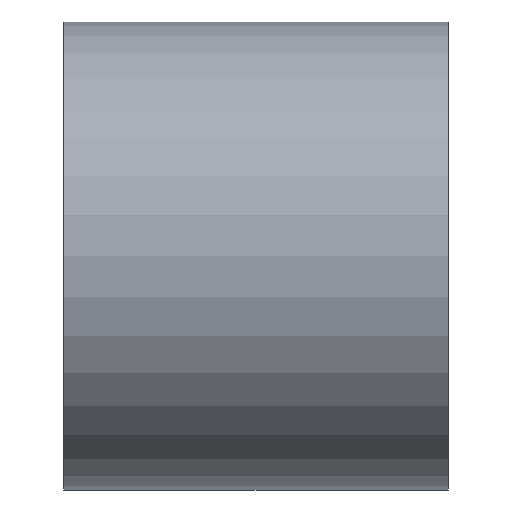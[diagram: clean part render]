
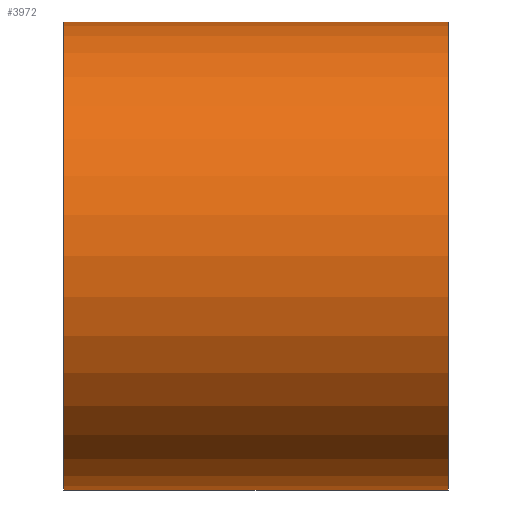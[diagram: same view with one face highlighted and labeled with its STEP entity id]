
A CAD part, front view. The second image highlights one B-rep face of the part: STEP entity #3972.
In plain terms, the highlighted cylindrical face has radius 73 mm (diameter 146 mm), a partial arc.
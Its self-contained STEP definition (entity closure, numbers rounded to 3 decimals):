
#2102 = CARTESIAN_POINT ( 'NONE',  ( -19.55, 0., -73. ) ) ;
#2241 = CARTESIAN_POINT ( 'NONE',  ( 100.45, 0., -73. ) ) ;
#2258 = CARTESIAN_POINT ( 'NONE',  ( -19.55, 0., 73. ) ) ;
#2305 = CARTESIAN_POINT ( 'NONE',  ( 100.45, 0., 73. ) ) ;
#3972 = ADVANCED_FACE ( 'NONE', ( #7126 ), #7076, .T. ) ;
#5480 = LINE ( 'NONE', #6414, #5567 ) ;
#5485 = VECTOR ( 'NONE', #8875, 1000. ) ;
#5513 = CIRCLE ( 'NONE', #13875, 73. ) ;
#5561 = CIRCLE ( 'NONE', #13549, 73. ) ;
#5567 = VECTOR ( 'NONE', #6658, 1000. ) ;
#5684 = LINE ( 'NONE', #8876, #5485 ) ;
#5779 = VERTEX_POINT ( 'NONE', #2305 ) ;
#5827 = VERTEX_POINT ( 'NONE', #2258 ) ;
#5851 = VERTEX_POINT ( 'NONE', #2241 ) ;
#5908 = EDGE_LOOP ( 'NONE', ( #9372, #9348, #9465, #9433 ) ) ;
#6414 = CARTESIAN_POINT ( 'NONE',  ( 40.45, 0., 73. ) ) ;
#6658 = DIRECTION ( 'NONE',  ( -1., 0., 0. ) ) ;
#6941 = VERTEX_POINT ( 'NONE', #2102 ) ;
#7076 = CYLINDRICAL_SURFACE ( 'NONE', #13894, 73. ) ;
#7126 = FACE_OUTER_BOUND ( 'NONE', #5908, .T. ) ;
#8546 = DIRECTION ( 'NONE',  ( 0., 0., 1. ) ) ;
#8554 = DIRECTION ( 'NONE',  ( -1., 0., 0. ) ) ;
#8555 = CARTESIAN_POINT ( 'NONE',  ( 40.45, 0., 0. ) ) ;
#8875 = DIRECTION ( 'NONE',  ( -1., 0., 0. ) ) ;
#8876 = CARTESIAN_POINT ( 'NONE',  ( 40.45, 0., -73. ) ) ;
#9348 = ORIENTED_EDGE ( 'NONE', *, *, #14285, .T. ) ;
#9372 = ORIENTED_EDGE ( 'NONE', *, *, #13559, .F. ) ;
#9433 = ORIENTED_EDGE ( 'NONE', *, *, #13841, .T. ) ;
#9465 = ORIENTED_EDGE ( 'NONE', *, *, #14160, .T. ) ;
#13549 = AXIS2_PLACEMENT_3D ( 'NONE', #14386, #14387, #14388 ) ;
#13559 = EDGE_CURVE ( 'NONE', #5851, #6941, #5684, .T. ) ;
#13841 = EDGE_CURVE ( 'NONE', #5827, #6941, #5513, .T. ) ;
#13875 = AXIS2_PLACEMENT_3D ( 'NONE', #15286, #14781, #15237 ) ;
#13894 = AXIS2_PLACEMENT_3D ( 'NONE', #8555, #8554, #8546 ) ;
#14160 = EDGE_CURVE ( 'NONE', #5779, #5827, #5480, .T. ) ;
#14285 = EDGE_CURVE ( 'NONE', #5851, #5779, #5561, .T. ) ;
#14386 = CARTESIAN_POINT ( 'NONE',  ( 100.45, 0., 0. ) ) ;
#14387 = DIRECTION ( 'NONE',  ( -1., 0., 0. ) ) ;
#14388 = DIRECTION ( 'NONE',  ( 0., 0., 1. ) ) ;
#14781 = DIRECTION ( 'NONE',  ( 1., 0., 0. ) ) ;
#15237 = DIRECTION ( 'NONE',  ( 0., 0., 1. ) ) ;
#15286 = CARTESIAN_POINT ( 'NONE',  ( -19.55, 0., 0. ) ) ;
